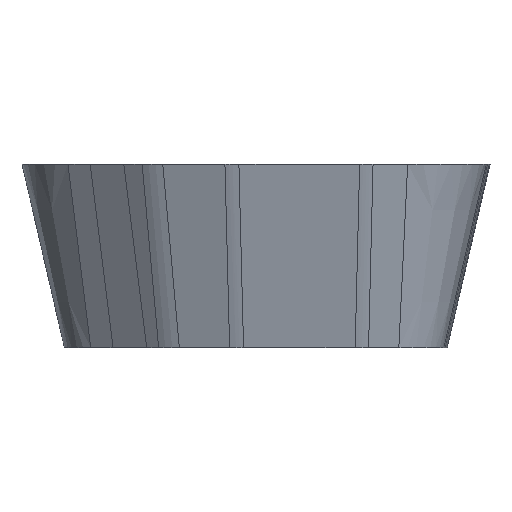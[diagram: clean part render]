
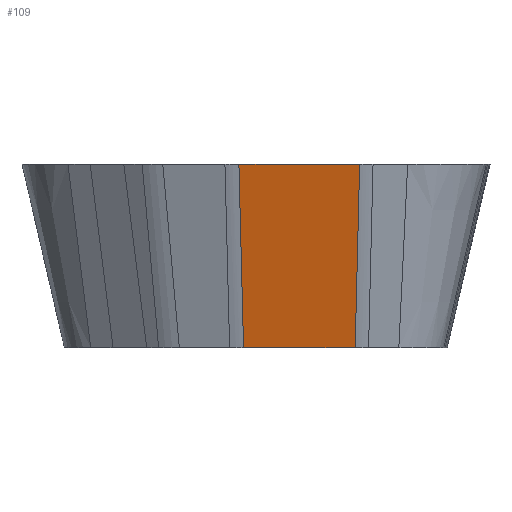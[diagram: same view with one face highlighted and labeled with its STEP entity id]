
A CAD part, front view. The second image highlights one B-rep face of the part: STEP entity #109.
In plain terms, the highlighted planar face has unit normal (0, -0.974, -0.225).
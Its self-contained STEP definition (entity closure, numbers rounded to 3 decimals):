
#71=FACE_OUTER_BOUND('',#170,.T.);
#109=ADVANCED_FACE('',(#71),#139,.F.);
#139=PLANE('',#1002);
#170=EDGE_LOOP('',(#333,#334,#335,#336));
#333=ORIENTED_EDGE('',*,*,#542,.T.);
#334=ORIENTED_EDGE('',*,*,#565,.F.);
#335=ORIENTED_EDGE('',*,*,#499,.T.);
#336=ORIENTED_EDGE('',*,*,#564,.F.);
#431=VERTEX_POINT('',#1395);
#432=VERTEX_POINT('',#1397);
#468=VERTEX_POINT('',#1501);
#469=VERTEX_POINT('',#1503);
#499=EDGE_CURVE('',#432,#431,#734,.T.);
#542=EDGE_CURVE('',#469,#468,#757,.T.);
#564=EDGE_CURVE('',#469,#431,#772,.T.);
#565=EDGE_CURVE('',#432,#468,#773,.T.);
#734=LINE('',#1396,#813);
#757=LINE('',#1502,#836);
#772=LINE('',#1551,#851);
#773=LINE('',#1553,#852);
#813=VECTOR('',#1077,1.);
#836=VECTOR('',#1144,1.);
#851=VECTOR('',#1191,1.);
#852=VECTOR('',#1194,1.);
#1002=AXIS2_PLACEMENT_3D('',#1554,#1195,#1196);
#1077=DIRECTION('',(-1.,0.,0.));
#1144=DIRECTION('',(1.,0.,0.));
#1191=DIRECTION('',(-0.025,-0.225,0.974));
#1194=DIRECTION('',(-0.024,0.225,-0.974));
#1195=DIRECTION('',(0.,0.974,0.225));
#1196=DIRECTION('',(0.,0.225,-0.974));
#1395=CARTESIAN_POINT('',(-0.444,-3.13,0.));
#1396=CARTESIAN_POINT('',(1.381,-3.13,0.));
#1397=CARTESIAN_POINT('',(1.381,-3.13,0.));
#1501=CARTESIAN_POINT('',(1.313,-2.488,-2.78));
#1502=CARTESIAN_POINT('',(-0.374,-2.488,-2.78));
#1503=CARTESIAN_POINT('',(-0.374,-2.488,-2.78));
#1551=CARTESIAN_POINT('',(-0.374,-2.488,-2.78));
#1553=CARTESIAN_POINT('',(1.381,-3.13,0.));
#1554=CARTESIAN_POINT('',(7.962,-2.488,-2.78));
